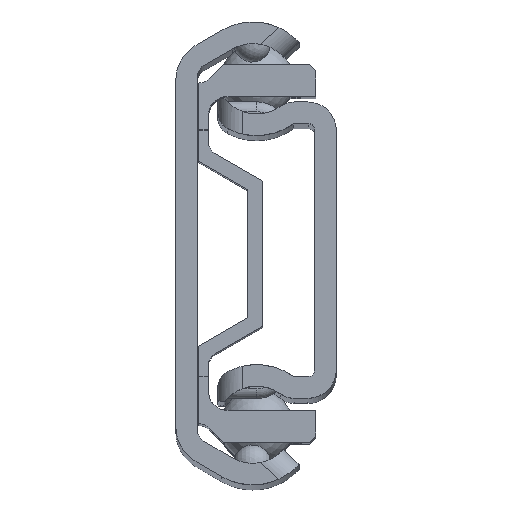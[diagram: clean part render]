
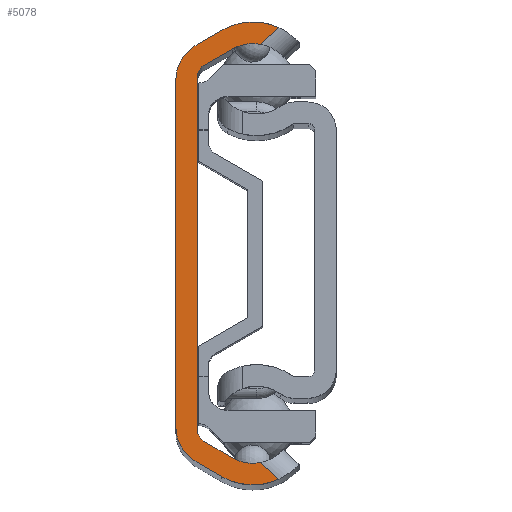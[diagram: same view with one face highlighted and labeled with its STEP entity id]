
A CAD part, top view. The second image highlights one B-rep face of the part: STEP entity #5078.
In plain terms, the highlighted planar face has unit normal (0, 0, 1).
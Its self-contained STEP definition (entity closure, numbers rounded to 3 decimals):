
#407=FACE_OUTER_BOUND('',#672,.T.);
#672=EDGE_LOOP('',(#3684,#3685,#3686,#3687,#3688,#3689,#3690,#3691,#3692,
#3693,#3694,#3695,#3696,#3697,#3698,#3699));
#930=CIRCLE('',#5452,3.3);
#938=CIRCLE('',#5463,3.3);
#939=CIRCLE('',#5466,5.05);
#940=CIRCLE('',#5467,3.3);
#941=CIRCLE('',#5468,3.3);
#942=CIRCLE('',#5469,5.05);
#943=CIRCLE('',#5470,1.);
#944=CIRCLE('',#5471,1.);
#1251=LINE('',#9567,#1654);
#1253=LINE('',#9573,#1656);
#1254=LINE('',#9577,#1657);
#1255=LINE('',#9581,#1658);
#1256=LINE('',#9584,#1659);
#1257=LINE('',#9586,#1660);
#1258=LINE('',#9590,#1661);
#1259=LINE('',#9593,#1662);
#1654=VECTOR('',#6306,10.);
#1656=VECTOR('',#6312,10.);
#1657=VECTOR('',#6315,10.);
#1658=VECTOR('',#6318,10.);
#1659=VECTOR('',#6321,10.);
#1660=VECTOR('',#6322,10.);
#1661=VECTOR('',#6325,10.);
#1662=VECTOR('',#6328,10.);
#2104=VERTEX_POINT('',#9364);
#2105=VERTEX_POINT('',#9366);
#2123=VERTEX_POINT('',#9498);
#2124=VERTEX_POINT('',#9533);
#2126=VERTEX_POINT('',#9538);
#2127=VERTEX_POINT('',#9570);
#2128=VERTEX_POINT('',#9572);
#2129=VERTEX_POINT('',#9574);
#2130=VERTEX_POINT('',#9576);
#2131=VERTEX_POINT('',#9578);
#2132=VERTEX_POINT('',#9580);
#2133=VERTEX_POINT('',#9582);
#2134=VERTEX_POINT('',#9585);
#2135=VERTEX_POINT('',#9587);
#2136=VERTEX_POINT('',#9589);
#2137=VERTEX_POINT('',#9591);
#2667=EDGE_CURVE('',#2104,#2105,#930,.T.);
#2689=EDGE_CURVE('',#2123,#2124,#938,.T.);
#2692=EDGE_CURVE('',#2126,#2123,#1251,.T.);
#2694=EDGE_CURVE('',#2127,#2126,#939,.T.);
#2695=EDGE_CURVE('',#2128,#2127,#1253,.T.);
#2696=EDGE_CURVE('',#2129,#2128,#940,.T.);
#2697=EDGE_CURVE('',#2130,#2129,#1254,.T.);
#2698=EDGE_CURVE('',#2131,#2130,#941,.T.);
#2699=EDGE_CURVE('',#2132,#2131,#1255,.T.);
#2700=EDGE_CURVE('',#2133,#2132,#942,.T.);
#2701=EDGE_CURVE('',#2105,#2133,#1256,.T.);
#2702=EDGE_CURVE('',#2134,#2104,#1257,.T.);
#2703=EDGE_CURVE('',#2135,#2134,#943,.T.);
#2704=EDGE_CURVE('',#2136,#2135,#1258,.T.);
#2705=EDGE_CURVE('',#2137,#2136,#944,.T.);
#2706=EDGE_CURVE('',#2124,#2137,#1259,.T.);
#3684=ORIENTED_EDGE('',*,*,#2692,.F.);
#3685=ORIENTED_EDGE('',*,*,#2694,.F.);
#3686=ORIENTED_EDGE('',*,*,#2695,.F.);
#3687=ORIENTED_EDGE('',*,*,#2696,.F.);
#3688=ORIENTED_EDGE('',*,*,#2697,.F.);
#3689=ORIENTED_EDGE('',*,*,#2698,.F.);
#3690=ORIENTED_EDGE('',*,*,#2699,.F.);
#3691=ORIENTED_EDGE('',*,*,#2700,.F.);
#3692=ORIENTED_EDGE('',*,*,#2701,.F.);
#3693=ORIENTED_EDGE('',*,*,#2667,.F.);
#3694=ORIENTED_EDGE('',*,*,#2702,.F.);
#3695=ORIENTED_EDGE('',*,*,#2703,.F.);
#3696=ORIENTED_EDGE('',*,*,#2704,.F.);
#3697=ORIENTED_EDGE('',*,*,#2705,.F.);
#3698=ORIENTED_EDGE('',*,*,#2706,.F.);
#3699=ORIENTED_EDGE('',*,*,#2689,.F.);
#4667=PLANE('',#5465);
#5078=ADVANCED_FACE('',(#407),#4667,.T.);
#5452=AXIS2_PLACEMENT_3D('',#9367,#6269,#6270);
#5463=AXIS2_PLACEMENT_3D('',#9534,#6301,#6302);
#5465=AXIS2_PLACEMENT_3D('',#9569,#6308,#6309);
#5466=AXIS2_PLACEMENT_3D('',#9571,#6310,#6311);
#5467=AXIS2_PLACEMENT_3D('',#9575,#6313,#6314);
#5468=AXIS2_PLACEMENT_3D('',#9579,#6316,#6317);
#5469=AXIS2_PLACEMENT_3D('',#9583,#6319,#6320);
#5470=AXIS2_PLACEMENT_3D('',#9588,#6323,#6324);
#5471=AXIS2_PLACEMENT_3D('',#9592,#6326,#6327);
#6269=DIRECTION('center_axis',(0.,0.,1.));
#6270=DIRECTION('ref_axis',(-0.5,-0.866,0.));
#6301=DIRECTION('center_axis',(0.,0.,1.));
#6302=DIRECTION('ref_axis',(0.745,0.667,0.));
#6306=DIRECTION('',(-0.737,-0.676,0.));
#6308=DIRECTION('center_axis',(0.,0.,1.));
#6309=DIRECTION('ref_axis',(1.,0.,0.));
#6310=DIRECTION('center_axis',(0.,0.,-1.));
#6311=DIRECTION('ref_axis',(-0.743,-0.67,0.));
#6312=DIRECTION('',(0.866,0.5,0.));
#6313=DIRECTION('center_axis',(0.,0.,-1.));
#6314=DIRECTION('ref_axis',(0.5,-0.866,0.));
#6315=DIRECTION('',(0.,1.,0.));
#6316=DIRECTION('center_axis',(0.,0.,-1.));
#6317=DIRECTION('ref_axis',(1.,0.,0.));
#6318=DIRECTION('',(-0.866,0.5,0.));
#6319=DIRECTION('center_axis',(0.,0.,-1.));
#6320=DIRECTION('ref_axis',(0.5,0.866,0.));
#6321=DIRECTION('',(0.737,-0.676,0.));
#6322=DIRECTION('',(0.866,-0.5,0.));
#6323=DIRECTION('center_axis',(0.,0.,1.));
#6324=DIRECTION('ref_axis',(-1.,0.,0.));
#6325=DIRECTION('',(0.,-1.,0.));
#6326=DIRECTION('center_axis',(0.,0.,1.));
#6327=DIRECTION('ref_axis',(-0.5,0.866,0.));
#6328=DIRECTION('',(-0.866,-0.5,0.));
#9364=CARTESIAN_POINT('',(-1.659,-16.555,121.));
#9366=CARTESIAN_POINT('',(0.624,-16.936,121.));
#9367=CARTESIAN_POINT('Origin',(-0.009,-13.698,
121.));
#9498=CARTESIAN_POINT('',(0.633,16.941,121.));
#9533=CARTESIAN_POINT('',(-1.65,16.56,121.));
#9534=CARTESIAN_POINT('Origin',(0.,13.702,121.));
#9538=CARTESIAN_POINT('',(2.107,18.292,121.));
#9567=CARTESIAN_POINT('',(-3.832,12.85,121.));
#9569=CARTESIAN_POINT('Origin',(-3.523,0.004,121.));
#9570=CARTESIAN_POINT('',(-2.525,18.076,121.));
#9571=CARTESIAN_POINT('Origin',(0.,13.702,121.));
#9572=CARTESIAN_POINT('',(-4.6,16.878,121.));
#9573=CARTESIAN_POINT('',(-4.6,16.878,121.));
#9574=CARTESIAN_POINT('',(-6.25,14.02,121.));
#9575=CARTESIAN_POINT('Origin',(-2.95,14.02,121.));
#9576=CARTESIAN_POINT('',(-6.25,-14.02,121.));
#9577=CARTESIAN_POINT('',(-6.25,-14.02,121.));
#9578=CARTESIAN_POINT('',(-4.6,-16.878,121.));
#9579=CARTESIAN_POINT('Origin',(-2.95,-14.02,121.));
#9580=CARTESIAN_POINT('',(-2.534,-18.071,121.));
#9581=CARTESIAN_POINT('',(-2.534,-18.071,121.));
#9582=CARTESIAN_POINT('',(2.098,-18.287,121.));
#9583=CARTESIAN_POINT('Origin',(-0.009,-13.698,
121.));
#9584=CARTESIAN_POINT('',(-4.484,-12.255,121.));
#9585=CARTESIAN_POINT('',(-4.,-15.204,121.));
#9586=CARTESIAN_POINT('',(-4.,-15.204,121.));
#9587=CARTESIAN_POINT('',(-4.5,-14.338,121.));
#9588=CARTESIAN_POINT('Origin',(-3.5,-14.338,121.));
#9589=CARTESIAN_POINT('',(-4.5,14.338,121.));
#9590=CARTESIAN_POINT('',(-4.5,14.338,121.));
#9591=CARTESIAN_POINT('',(-4.,15.204,121.));
#9592=CARTESIAN_POINT('Origin',(-3.5,14.338,121.));
#9593=CARTESIAN_POINT('',(-1.65,16.56,121.));
